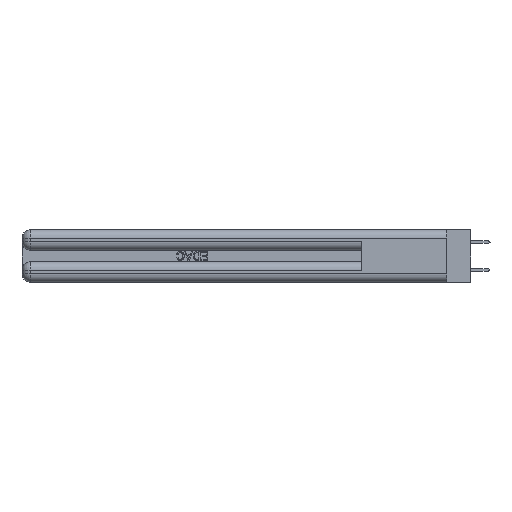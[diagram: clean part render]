
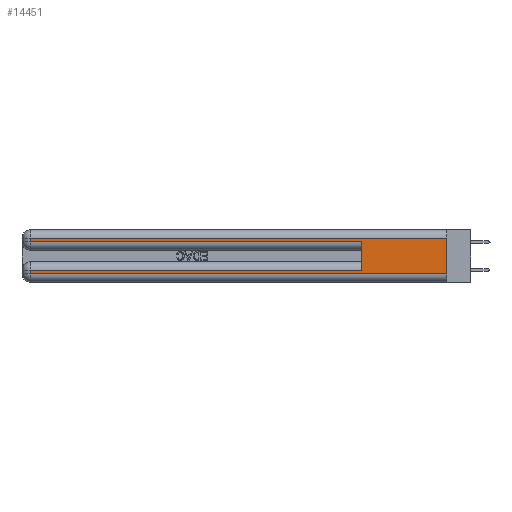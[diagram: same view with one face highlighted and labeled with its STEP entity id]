
A CAD part, left-side view. The second image highlights one B-rep face of the part: STEP entity #14451.
In plain terms, the highlighted planar face has unit normal (-1, 0, 0).
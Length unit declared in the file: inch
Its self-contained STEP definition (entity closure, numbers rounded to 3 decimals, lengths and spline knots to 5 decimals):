
#640 = ORIENTED_EDGE ( 'NONE', *, *, #22713, .T. ) ;
#1375 = CARTESIAN_POINT ( 'NONE',  ( 0., 0., 0.31 ) ) ;
#3146 = CARTESIAN_POINT ( 'NONE',  ( 0., 0., 0.37 ) ) ;
#3793 = CARTESIAN_POINT ( 'NONE',  ( 0., 0., 0.06 ) ) ;
#4188 = EDGE_CURVE ( 'NONE', #17740, #14580, #9853, .T. ) ;
#5090 = VERTEX_POINT ( 'NONE', #34496 ) ;
#6117 = CARTESIAN_POINT ( 'NONE',  ( 0., 0., 0.085 ) ) ;
#6901 = LINE ( 'NONE', #25460, #42971 ) ;
#8400 = ORIENTED_EDGE ( 'NONE', *, *, #37293, .F. ) ;
#9183 = FACE_OUTER_BOUND ( 'NONE', #41719, .T. ) ;
#9650 = EDGE_CURVE ( 'NONE', #32277, #20857, #32565, .T. ) ;
#9762 = VERTEX_POINT ( 'NONE', #22949 ) ;
#9853 = LINE ( 'NONE', #12769, #30797 ) ;
#10012 = ORIENTED_EDGE ( 'NONE', *, *, #31273, .T. ) ;
#10869 = LINE ( 'NONE', #3146, #26380 ) ;
#11142 = LINE ( 'NONE', #21316, #11475 ) ;
#11271 = LINE ( 'NONE', #3793, #37635 ) ;
#11475 = VECTOR ( 'NONE', #47418, 39.37008 ) ;
#11967 = CARTESIAN_POINT ( 'NONE',  ( 0., 2.94, 0.37 ) ) ;
#12769 = CARTESIAN_POINT ( 'NONE',  ( 0., 0.6, 0.145 ) ) ;
#13294 = DIRECTION ( 'NONE',  ( 1., 0., 0. ) ) ;
#13963 = DIRECTION ( 'NONE',  ( 0., -1., 0. ) ) ;
#14451 = ADVANCED_FACE ( 'NONE', ( #9183 ), #30617, .F. ) ;
#14580 = VERTEX_POINT ( 'NONE', #21480 ) ;
#15788 = ORIENTED_EDGE ( 'NONE', *, *, #4188, .F. ) ;
#17740 = VERTEX_POINT ( 'NONE', #22786 ) ;
#18848 = VECTOR ( 'NONE', #39971, 39.37008 ) ;
#20574 = ORIENTED_EDGE ( 'NONE', *, *, #22767, .T. ) ;
#20857 = VERTEX_POINT ( 'NONE', #46291 ) ;
#21071 = DIRECTION ( 'NONE',  ( 0., 1., 0. ) ) ;
#21316 = CARTESIAN_POINT ( 'NONE',  ( 0., 2.94, 0.37 ) ) ;
#21477 = ORIENTED_EDGE ( 'NONE', *, *, #39495, .T. ) ;
#21480 = CARTESIAN_POINT ( 'NONE',  ( 0., 0.6, 0.285 ) ) ;
#21626 = DIRECTION ( 'NONE',  ( 0., -1., 0. ) ) ;
#22713 = EDGE_CURVE ( 'NONE', #17740, #9762, #46000, .T. ) ;
#22767 = EDGE_CURVE ( 'NONE', #9762, #35600, #11142, .T. ) ;
#22786 = CARTESIAN_POINT ( 'NONE',  ( 0., 0.6, 0.085 ) ) ;
#22949 = CARTESIAN_POINT ( 'NONE',  ( 0., 2.94, 0.085 ) ) ;
#24015 = AXIS2_PLACEMENT_3D ( 'NONE', #38502, #13294, #31339 ) ;
#25460 = CARTESIAN_POINT ( 'NONE',  ( 0., 0., 0.285 ) ) ;
#26380 = VECTOR ( 'NONE', #28944, 39.37008 ) ;
#27444 = DIRECTION ( 'NONE',  ( 0., 0., 1. ) ) ;
#28944 = DIRECTION ( 'NONE',  ( 0., 0., -1. ) ) ;
#28974 = CARTESIAN_POINT ( 'NONE',  ( 0., 0., 0.31 ) ) ;
#30617 = PLANE ( 'NONE',  #24015 ) ;
#30797 = VECTOR ( 'NONE', #27444, 39.37008 ) ;
#31273 = EDGE_CURVE ( 'NONE', #5090, #14580, #6901, .T. ) ;
#31311 = CARTESIAN_POINT ( 'NONE',  ( 0., 0., 0.06 ) ) ;
#31339 = DIRECTION ( 'NONE',  ( 0., 0., -1. ) ) ;
#31499 = VECTOR ( 'NONE', #36923, 39.37008 ) ;
#32082 = EDGE_CURVE ( 'NONE', #35600, #34898, #11271, .T. ) ;
#32277 = VERTEX_POINT ( 'NONE', #1375 ) ;
#32565 = LINE ( 'NONE', #28974, #18848 ) ;
#32973 = VECTOR ( 'NONE', #21071, 39.37008 ) ;
#34496 = CARTESIAN_POINT ( 'NONE',  ( 0., 2.94, 0.285 ) ) ;
#34898 = VERTEX_POINT ( 'NONE', #31311 ) ;
#35600 = VERTEX_POINT ( 'NONE', #44350 ) ;
#36691 = LINE ( 'NONE', #11967, #31499 ) ;
#36923 = DIRECTION ( 'NONE',  ( 0., 0., -1. ) ) ;
#37293 = EDGE_CURVE ( 'NONE', #32277, #34898, #10869, .T. ) ;
#37635 = VECTOR ( 'NONE', #13963, 39.37008 ) ;
#38502 = CARTESIAN_POINT ( 'NONE',  ( 0., 0., 0.37 ) ) ;
#39495 = EDGE_CURVE ( 'NONE', #20857, #5090, #36691, .T. ) ;
#39971 = DIRECTION ( 'NONE',  ( 0., 1., 0. ) ) ;
#41719 = EDGE_LOOP ( 'NONE', ( #8400, #41902, #21477, #10012, #15788, #640, #20574, #46813 ) ) ;
#41902 = ORIENTED_EDGE ( 'NONE', *, *, #9650, .T. ) ;
#42971 = VECTOR ( 'NONE', #21626, 39.37008 ) ;
#44350 = CARTESIAN_POINT ( 'NONE',  ( 0., 2.94, 0.06 ) ) ;
#46000 = LINE ( 'NONE', #6117, #32973 ) ;
#46291 = CARTESIAN_POINT ( 'NONE',  ( 0., 2.94, 0.31 ) ) ;
#46813 = ORIENTED_EDGE ( 'NONE', *, *, #32082, .T. ) ;
#47418 = DIRECTION ( 'NONE',  ( 0., 0., -1. ) ) ;
